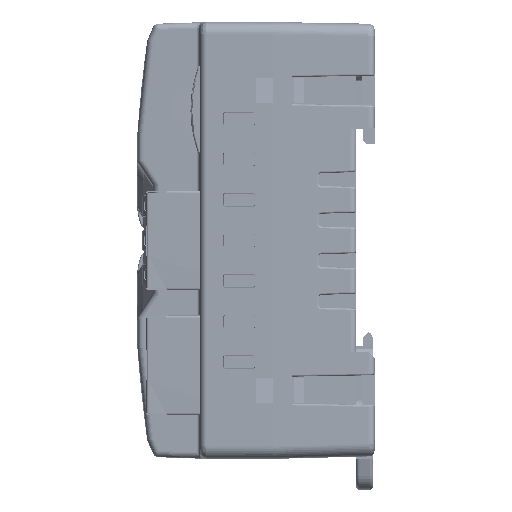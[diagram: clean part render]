
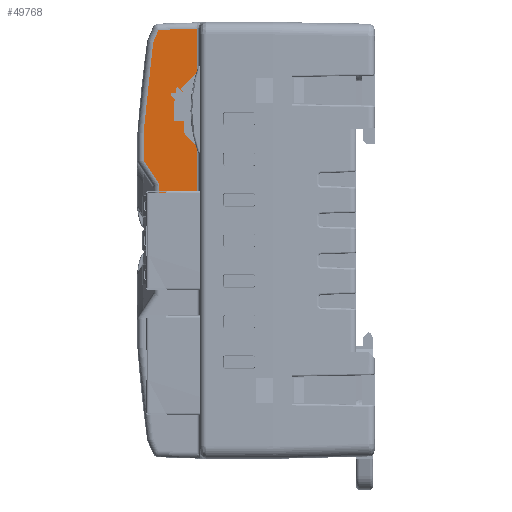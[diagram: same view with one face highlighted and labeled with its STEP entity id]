
A CAD part, left-side view. The second image highlights one B-rep face of the part: STEP entity #49768.
In plain terms, the highlighted planar face has unit normal (-1, 0.018, 0).
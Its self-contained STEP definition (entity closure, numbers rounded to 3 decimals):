
#39375=PLANE('',#248896);
#49768=ADVANCED_FACE('',(#60798),#39375,.T.);
#60798=FACE_OUTER_BOUND('',#72798,.T.);
#72798=EDGE_LOOP('',(#126683,#126684,#126685,#126686,#126687,#126688,#126689,
#126690));
#77677=B_SPLINE_CURVE_WITH_KNOTS('',3,(#369584,#369585,#369586,#369587),
 .UNSPECIFIED.,.F.,.F.,(4,4),(0.,1.),.UNSPECIFIED.);
#126683=ORIENTED_EDGE('',*,*,#185746,.F.);
#126684=ORIENTED_EDGE('',*,*,#185747,.T.);
#126685=ORIENTED_EDGE('',*,*,#182874,.F.);
#126686=ORIENTED_EDGE('',*,*,#185748,.T.);
#126687=ORIENTED_EDGE('',*,*,#182959,.F.);
#126688=ORIENTED_EDGE('',*,*,#182970,.T.);
#126689=ORIENTED_EDGE('',*,*,#183279,.F.);
#126690=ORIENTED_EDGE('',*,*,#185749,.F.);
#155560=VERTEX_POINT('',#356575);
#155562=VERTEX_POINT('',#356578);
#155625=VERTEX_POINT('',#356882);
#155627=VERTEX_POINT('',#356906);
#155635=VERTEX_POINT('',#356938);
#155822=VERTEX_POINT('',#358819);
#157324=VERTEX_POINT('',#369582);
#157325=VERTEX_POINT('',#369583);
#182874=EDGE_CURVE('',#155560,#155562,#208669,.T.);
#182959=EDGE_CURVE('',#155627,#155625,#208712,.T.);
#182970=EDGE_CURVE('',#155627,#155635,#208719,.T.);
#183279=EDGE_CURVE('',#155822,#155635,#208834,.T.);
#185746=EDGE_CURVE('',#157324,#157325,#210182,.T.);
#185747=EDGE_CURVE('',#157324,#155562,#77677,.T.);
#185748=EDGE_CURVE('',#155560,#155625,#210183,.T.);
#185749=EDGE_CURVE('',#157325,#155822,#210184,.T.);
#208669=LINE('',#356577,#230514);
#208712=LINE('',#356907,#230557);
#208719=LINE('',#356939,#230564);
#208834=LINE('',#358818,#230679);
#210182=LINE('',#369581,#232027);
#210183=LINE('',#369588,#232028);
#210184=LINE('',#369589,#232029);
#230514=VECTOR('',#291714,1.);
#230557=VECTOR('',#291841,1.);
#230564=VECTOR('',#291858,1.);
#230679=VECTOR('',#292281,1.);
#232027=VECTOR('',#295609,1.);
#232028=VECTOR('',#295610,1.);
#232029=VECTOR('',#295611,1.);
#248896=AXIS2_PLACEMENT_3D('',#369590,#295612,#295613);
#291714=DIRECTION('',(0.,0.,1.));
#291841=DIRECTION('',(0.,0.,1.));
#291858=DIRECTION('',(-0.017,-1.,0.017));
#292281=DIRECTION('',(0.,0.,-1.));
#295609=DIRECTION('',(-0.007,-0.399,0.917));
#295610=DIRECTION('',(-0.01,-0.555,-0.832));
#295611=DIRECTION('',(-0.017,-0.999,0.035));
#295612=DIRECTION('',(-1.,0.017,0.));
#295613=DIRECTION('',(0.017,1.,0.));
#356575=CARTESIAN_POINT('',(-45.993,37.017,12.785));
#356577=CARTESIAN_POINT('',(-45.993,37.017,12.785));
#356578=CARTESIAN_POINT('',(-45.993,37.017,17.145));
#356882=CARTESIAN_POINT('',(-46.037,34.473,8.968));
#356906=CARTESIAN_POINT('',(-46.037,34.473,7.23));
#356907=CARTESIAN_POINT('',(-46.037,34.473,7.23));
#356938=CARTESIAN_POINT('',(-46.141,28.491,7.334));
#356939=CARTESIAN_POINT('',(-46.037,34.473,7.23));
#358818=CARTESIAN_POINT('',(-46.141,28.491,33.93));
#358819=CARTESIAN_POINT('',(-46.141,28.491,33.93));
#369581=CARTESIAN_POINT('',(-46.019,35.477,31.726));
#369582=CARTESIAN_POINT('',(-46.019,35.477,31.726));
#369583=CARTESIAN_POINT('',(-46.035,34.611,33.716));
#369584=CARTESIAN_POINT('',(-46.019,35.477,31.726));
#369585=CARTESIAN_POINT('',(-46.008,36.144,26.884));
#369586=CARTESIAN_POINT('',(-45.999,36.657,22.02));
#369587=CARTESIAN_POINT('',(-45.993,37.017,17.145));
#369588=CARTESIAN_POINT('',(-45.993,37.017,12.785));
#369589=CARTESIAN_POINT('',(-46.035,34.611,33.716));
#369590=CARTESIAN_POINT('',(-46.15,28.,-71.418));
